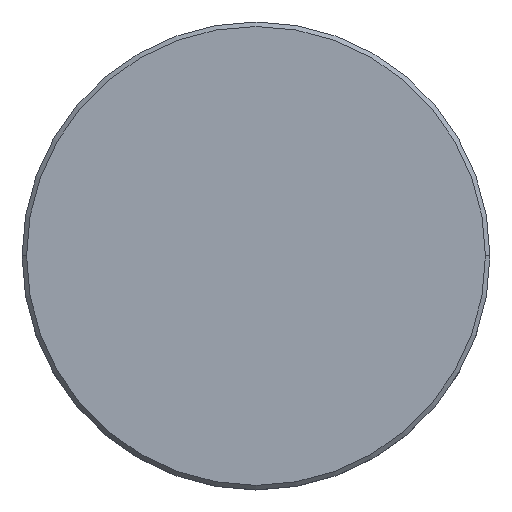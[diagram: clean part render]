
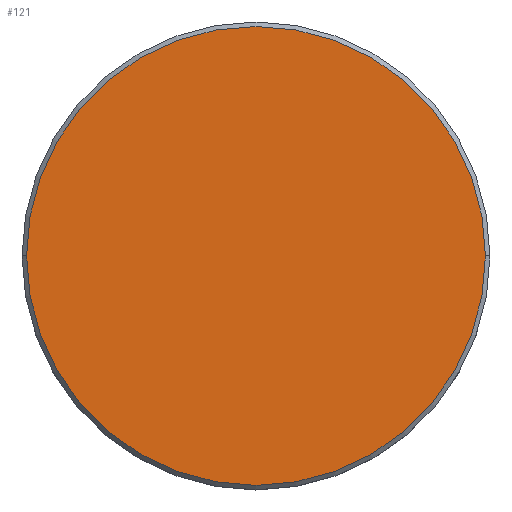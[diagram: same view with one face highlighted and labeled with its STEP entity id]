
A CAD part, top view. The second image highlights one B-rep face of the part: STEP entity #121.
In plain terms, the highlighted planar face has unit normal (0, 0, 1).
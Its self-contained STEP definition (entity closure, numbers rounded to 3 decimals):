
#6 = CIRCLE ( 'NONE', #1017, 25.5 ) ;
#90 = CARTESIAN_POINT ( 'NONE',  ( 25.5, 0., 0. ) ) ;
#121 = ADVANCED_FACE ( 'NONE', ( #920 ), #1119, .T. ) ;
#462 = DIRECTION ( 'NONE',  ( 1., 0., 0. ) ) ;
#468 = DIRECTION ( 'NONE',  ( 1., 0., 0. ) ) ;
#494 = EDGE_LOOP ( 'NONE', ( #578, #1048 ) ) ;
#578 = ORIENTED_EDGE ( 'NONE', *, *, #1039, .T. ) ;
#585 = EDGE_CURVE ( 'NONE', #1002, #807, #1094, .T. ) ;
#595 = CARTESIAN_POINT ( 'NONE',  ( -25.5, 0., 0. ) ) ;
#623 = AXIS2_PLACEMENT_3D ( 'NONE', #1098, #908, #462 ) ;
#715 = AXIS2_PLACEMENT_3D ( 'NONE', #992, #835, #822 ) ;
#728 = CARTESIAN_POINT ( 'NONE',  ( 0., 0., 0. ) ) ;
#807 = VERTEX_POINT ( 'NONE', #595 ) ;
#822 = DIRECTION ( 'NONE',  ( 1., 0., 0. ) ) ;
#835 = DIRECTION ( 'NONE',  ( 0., 0., 1. ) ) ;
#908 = DIRECTION ( 'NONE',  ( 0., 0., 1. ) ) ;
#920 = FACE_OUTER_BOUND ( 'NONE', #494, .T. ) ;
#992 = CARTESIAN_POINT ( 'NONE',  ( 0., 0., 0. ) ) ;
#1002 = VERTEX_POINT ( 'NONE', #90 ) ;
#1008 = DIRECTION ( 'NONE',  ( 0., 0., 1. ) ) ;
#1017 = AXIS2_PLACEMENT_3D ( 'NONE', #728, #1008, #468 ) ;
#1039 = EDGE_CURVE ( 'NONE', #807, #1002, #6, .T. ) ;
#1048 = ORIENTED_EDGE ( 'NONE', *, *, #585, .T. ) ;
#1094 = CIRCLE ( 'NONE', #623, 25.5 ) ;
#1098 = CARTESIAN_POINT ( 'NONE',  ( 0., 0., 0. ) ) ;
#1119 = PLANE ( 'NONE',  #715 ) ;
